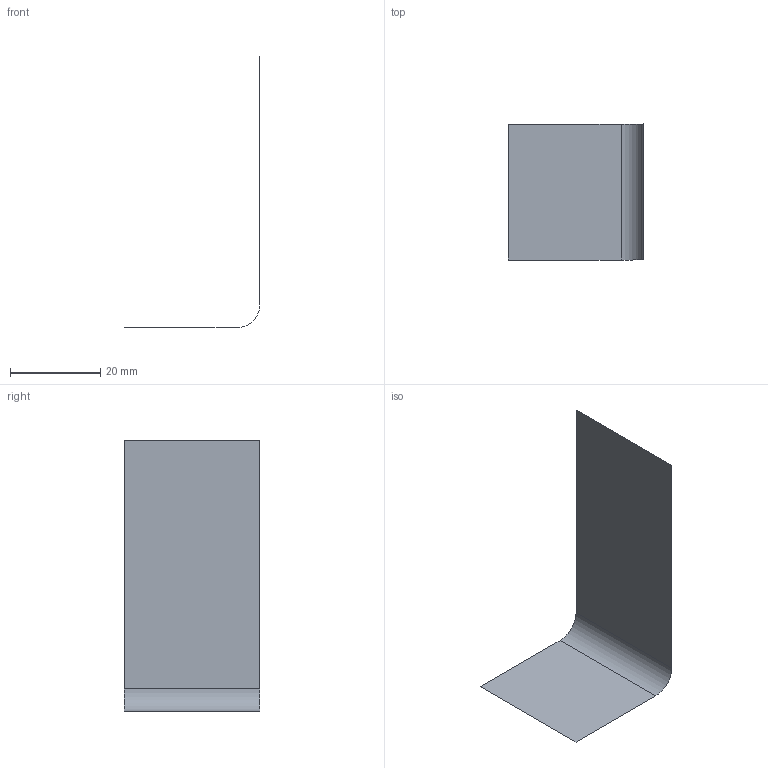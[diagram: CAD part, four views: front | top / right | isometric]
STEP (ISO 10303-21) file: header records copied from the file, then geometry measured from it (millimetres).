
FILE_DESCRIPTION(('WelSim Geometry'),'2;1');
FILE_NAME('Geom20.step','2024-01-14T22:02:49',('WELSIM'),('WelSimulation LLC'), 'Open CASCADE STEP processor 7.5','WelSim28','Unknown');
FILE_SCHEMA(('AUTOMOTIVE_DESIGN { 1 0 10303 214 1 1 1 1 }'));
Length unit declared in the file: millimetre
Products named in the file (1): Punch
Bounding box: 30 x 30 x 60 mm (x, y, z)
Surface area: 2635.6 mm2 (no closed solid volume)
Topology: 0 solids, 1 shells, 3 faces, 10 edges, 8 vertices
Faces by surface type: plane 2, cylinder 1
Entity records: 204 total; most frequent: CARTESIAN_POINT 34, DIRECTION 32, LINE 20, VECTOR 20, ORIENTED_EDGE 12, PCURVE 12, DEFINITIONAL_REPRESENTATION 12, EDGE_CURVE 10
